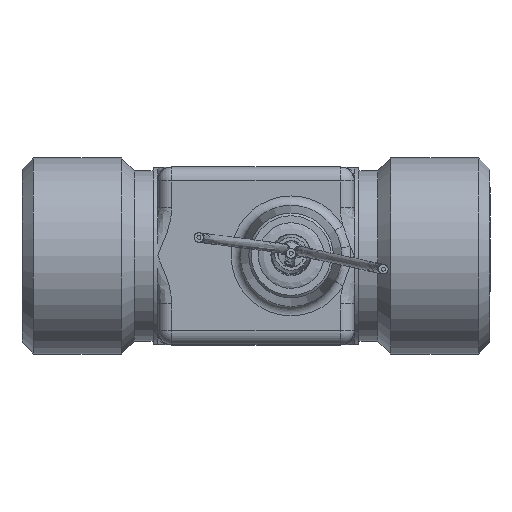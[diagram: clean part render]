
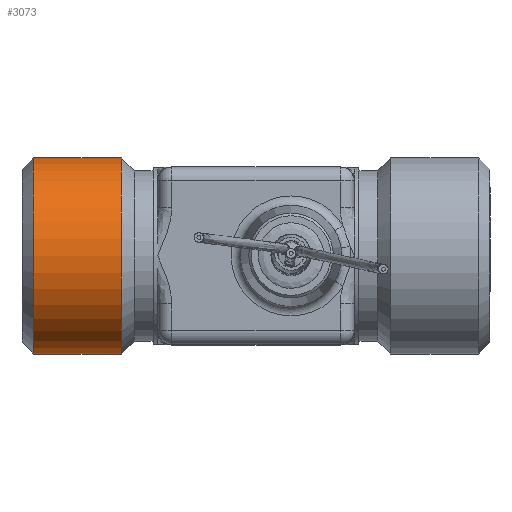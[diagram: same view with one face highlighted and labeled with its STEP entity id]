
A CAD part, top view. The second image highlights one B-rep face of the part: STEP entity #3073.
In plain terms, the highlighted cylindrical face has radius 10.477 mm (diameter 20.955 mm), a full revolution.
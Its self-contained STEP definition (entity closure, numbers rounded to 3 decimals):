
#220=CIRCLE('',#3341,10.478);
#221=CIRCLE('',#3343,10.478);
#627=CYLINDRICAL_SURFACE('',#3342,10.478);
#675=FACE_BOUND('',#1078,.T.);
#854=FACE_OUTER_BOUND('',#1077,.T.);
#1077=EDGE_LOOP('',(#2605));
#1078=EDGE_LOOP('',(#2606));
#1443=VERTEX_POINT('',#6880);
#1444=VERTEX_POINT('',#6883);
#1834=EDGE_CURVE('',#1443,#1443,#220,.T.);
#1835=EDGE_CURVE('',#1444,#1444,#221,.T.);
#2605=ORIENTED_EDGE('',*,*,#1835,.F.);
#2606=ORIENTED_EDGE('',*,*,#1834,.T.);
#3073=ADVANCED_FACE('',(#854,#675),#627,.T.);
#3341=AXIS2_PLACEMENT_3D('',#6881,#4027,#4028);
#3342=AXIS2_PLACEMENT_3D('',#6882,#4029,#4030);
#3343=AXIS2_PLACEMENT_3D('',#6884,#4031,#4032);
#4027=DIRECTION('center_axis',(1.,0.,0.));
#4028=DIRECTION('ref_axis',(0.,0.,
1.));
#4029=DIRECTION('center_axis',(1.,0.,0.));
#4030=DIRECTION('ref_axis',(0.,0.,
1.));
#4031=DIRECTION('center_axis',(1.,0.,0.));
#4032=DIRECTION('ref_axis',(0.,0.,
1.));
#6880=CARTESIAN_POINT('',(-23.773,0.,10.477));
#6881=CARTESIAN_POINT('Origin',(-23.773,0.,0.));
#6882=CARTESIAN_POINT('Origin',(-19.075,0.,0.));
#6883=CARTESIAN_POINT('',(-14.378,0.,10.478));
#6884=CARTESIAN_POINT('Origin',(-14.378,0.,0.));
